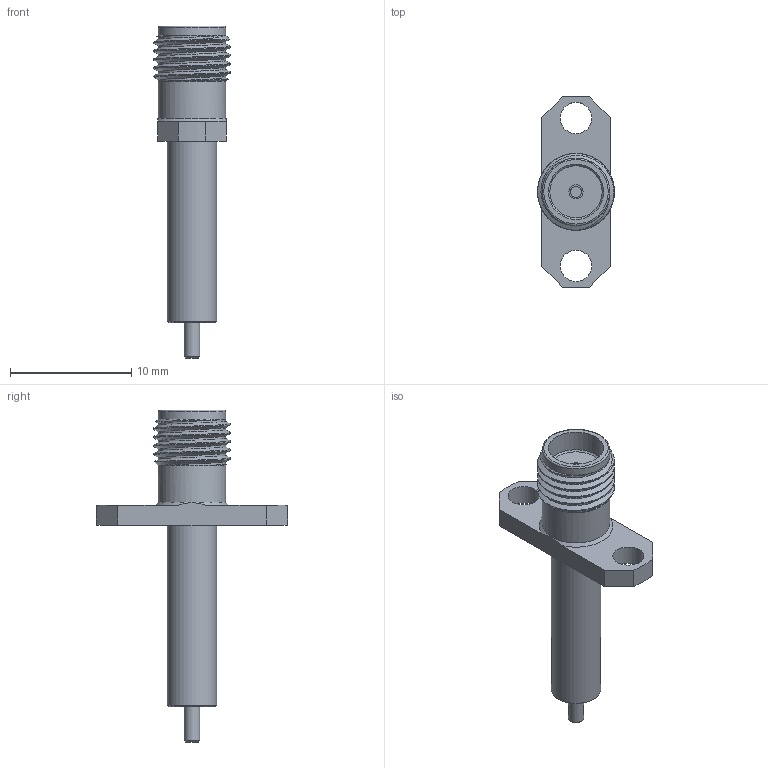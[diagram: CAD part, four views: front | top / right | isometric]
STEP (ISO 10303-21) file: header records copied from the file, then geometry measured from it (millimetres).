
FILE_DESCRIPTION (( 'STEP AP203' ), '1' );
FILE_NAME ('SC3775_3D.step', '2022-04-27T21:24:05', ( '' ), ( '' ), 'SwSTEP 2.0', 'SolidWorks 2021', '' );
FILE_SCHEMA (( 'CONFIG_CONTROL_DESIGN' ));
Length unit declared in the file: inch
Products named in the file (1): SC3775_3D
Bounding box: 6.35 x 15.86 x 27.43 mm (x, y, z)
Volume: 491.3 mm3; surface area: 657.9 mm2
Topology: 1 solids, 1 shells, 37 faces, 84 edges, 54 vertices
Faces by surface type: plane 15, cylinder 12, cone 6, bspline 3, torus 1
Full cylindrical faces by diameter (mm): 0.914 x1, 1.168 x1, 1.27 x1, 2.591 x2, 4.089 x1, 4.572 x1, 5.582 x2
Entity records: 2746 total; most frequent: CARTESIAN_POINT 1932, DIRECTION 148, ORIENTED_EDGE 130, EDGE_CURVE 65, AXIS2_PLACEMENT_3D 63, EDGE_LOOP 60, VERTEX_POINT 49, FACE_OUTER_BOUND 47
